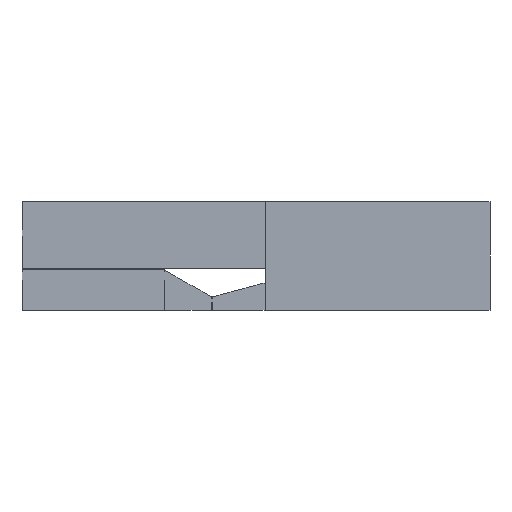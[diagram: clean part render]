
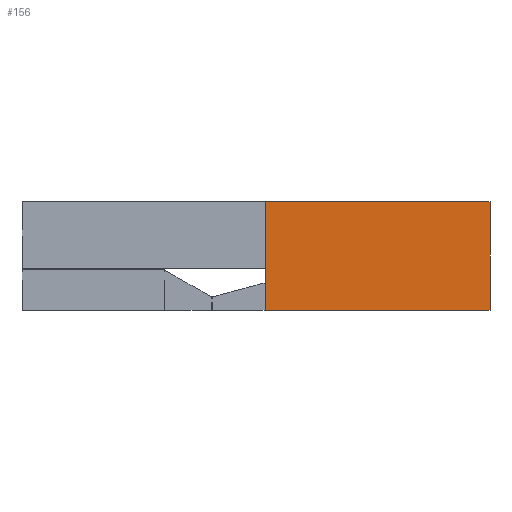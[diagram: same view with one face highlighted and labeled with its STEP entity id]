
A CAD part, top view. The second image highlights one B-rep face of the part: STEP entity #156.
In plain terms, the highlighted planar face has unit normal (0, 0, 1).
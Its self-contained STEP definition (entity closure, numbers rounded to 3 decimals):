
#18=FACE_OUTER_BOUND('',#24,.T.);
#24=EDGE_LOOP('',(#129,#130,#131,#132));
#33=LINE('',#243,#57);
#34=LINE('',#245,#58);
#35=LINE('',#247,#59);
#36=LINE('',#248,#60);
#57=VECTOR('',#202,10.);
#58=VECTOR('',#203,10.);
#59=VECTOR('',#204,10.);
#60=VECTOR('',#205,10.);
#81=VERTEX_POINT('',#241);
#82=VERTEX_POINT('',#242);
#83=VERTEX_POINT('',#244);
#84=VERTEX_POINT('',#246);
#105=EDGE_CURVE('',#81,#82,#33,.T.);
#106=EDGE_CURVE('',#83,#82,#34,.T.);
#107=EDGE_CURVE('',#84,#83,#35,.T.);
#108=EDGE_CURVE('',#81,#84,#36,.T.);
#129=ORIENTED_EDGE('',*,*,#105,.T.);
#130=ORIENTED_EDGE('',*,*,#106,.F.);
#131=ORIENTED_EDGE('',*,*,#107,.F.);
#132=ORIENTED_EDGE('',*,*,#108,.F.);
#150=PLANE('',#187);
#156=ADVANCED_FACE('',(#18),#150,.T.);
#187=AXIS2_PLACEMENT_3D('',#240,#200,#201);
#200=DIRECTION('center_axis',(0.,0.,1.));
#201=DIRECTION('ref_axis',(1.,0.,0.));
#202=DIRECTION('',(1.,0.,0.));
#203=DIRECTION('',(0.,-1.,0.));
#204=DIRECTION('',(1.,0.,0.));
#205=DIRECTION('',(0.,1.,0.));
#240=CARTESIAN_POINT('Origin',(478.561,73.188,0.));
#241=CARTESIAN_POINT('',(327.123,0.,0.));
#242=CARTESIAN_POINT('',(630.,0.,0.));
#243=CARTESIAN_POINT('',(0.,0.,0.));
#244=CARTESIAN_POINT('',(630.,146.375,0.));
#245=CARTESIAN_POINT('',(630.,146.375,0.));
#246=CARTESIAN_POINT('',(327.123,146.375,0.));
#247=CARTESIAN_POINT('',(0.,146.375,0.));
#248=CARTESIAN_POINT('',(327.123,95.,0.));
